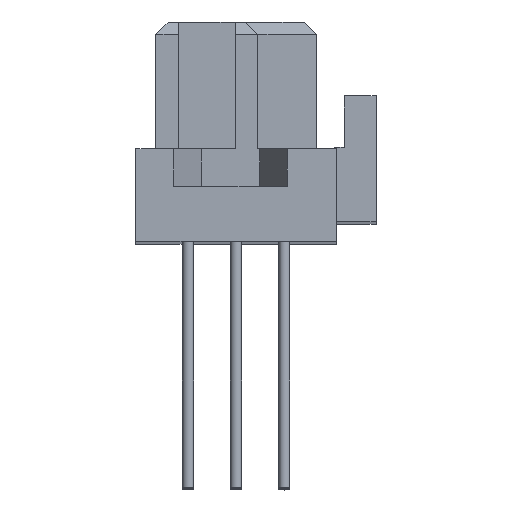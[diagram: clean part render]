
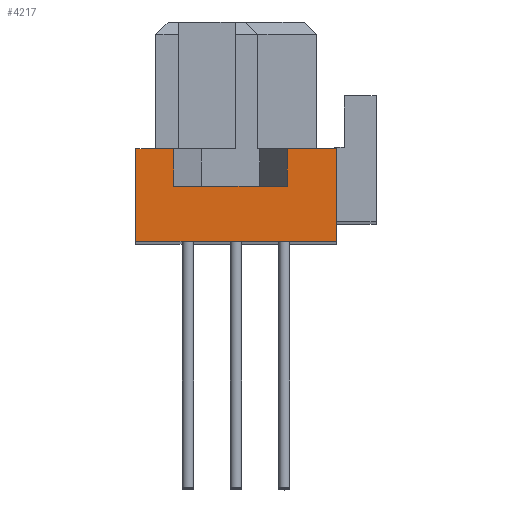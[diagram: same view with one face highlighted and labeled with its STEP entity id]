
A CAD part, top view. The second image highlights one B-rep face of the part: STEP entity #4217.
In plain terms, the highlighted planar face has unit normal (0, 0, 1).
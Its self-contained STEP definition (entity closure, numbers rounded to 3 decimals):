
#4217=ADVANCED_FACE('',(#5829),#5025,.T.);
#5025=PLANE('',#19521);
#5829=FACE_OUTER_BOUND('',#6944,.T.);
#6944=EDGE_LOOP('',(#10721,#10722,#10723,#10724,#10725,#10726,#10727,#10728));
#10721=ORIENTED_EDGE('',*,*,#14667,.T.);
#10722=ORIENTED_EDGE('',*,*,#14668,.T.);
#10723=ORIENTED_EDGE('',*,*,#14669,.F.);
#10724=ORIENTED_EDGE('',*,*,#14055,.F.);
#10725=ORIENTED_EDGE('',*,*,#14058,.F.);
#10726=ORIENTED_EDGE('',*,*,#14657,.F.);
#10727=ORIENTED_EDGE('',*,*,#14663,.F.);
#10728=ORIENTED_EDGE('',*,*,#14665,.T.);
#12205=VERTEX_POINT('',#26763);
#12206=VERTEX_POINT('',#26764);
#12207=VERTEX_POINT('',#26769);
#12607=VERTEX_POINT('',#27954);
#12609=VERTEX_POINT('',#27965);
#12610=VERTEX_POINT('',#27969);
#12611=VERTEX_POINT('',#27973);
#12612=VERTEX_POINT('',#27977);
#14055=EDGE_CURVE('',#12205,#12206,#15925,.T.);
#14058=EDGE_CURVE('',#12207,#12205,#15928,.T.);
#14657=EDGE_CURVE('',#12607,#12207,#16527,.T.);
#14663=EDGE_CURVE('',#12609,#12607,#16533,.T.);
#14665=EDGE_CURVE('',#12609,#12610,#16535,.T.);
#14667=EDGE_CURVE('',#12610,#12611,#16537,.T.);
#14668=EDGE_CURVE('',#12611,#12612,#16538,.T.);
#14669=EDGE_CURVE('',#12206,#12612,#16539,.T.);
#15925=LINE('',#26762,#17795);
#15928=LINE('',#26768,#17798);
#16527=LINE('',#27955,#18397);
#16533=LINE('',#27966,#18403);
#16535=LINE('',#27970,#18405);
#16537=LINE('',#27974,#18407);
#16538=LINE('',#27976,#18408);
#16539=LINE('',#27978,#18409);
#17795=VECTOR('',#22562,1.);
#17798=VECTOR('',#22567,1.);
#18397=VECTOR('',#23540,1.);
#18403=VECTOR('',#23552,1.);
#18405=VECTOR('',#23556,1.);
#18407=VECTOR('',#23560,1.);
#18408=VECTOR('',#23563,1.);
#18409=VECTOR('',#23564,1.);
#19521=AXIS2_PLACEMENT_3D('',#27979,#23565,#23566);
#22562=DIRECTION('',(0.,1.,0.));
#22567=DIRECTION('',(-1.,0.,0.));
#23540=DIRECTION('',(0.,-1.,0.));
#23552=DIRECTION('',(1.,0.,0.));
#23556=DIRECTION('',(0.,-1.,0.));
#23560=DIRECTION('',(-1.,0.,0.));
#23563=DIRECTION('',(0.,1.,0.));
#23564=DIRECTION('',(1.,0.,0.));
#23565=DIRECTION('',(0.,0.,1.));
#23566=DIRECTION('',(-1.,0.,0.));
#26762=CARTESIAN_POINT('',(5.913,-26.492,104.95));
#26763=CARTESIAN_POINT('',(5.913,-26.492,104.95));
#26764=CARTESIAN_POINT('',(5.913,-21.592,104.95));
#26768=CARTESIAN_POINT('',(16.513,-26.492,104.95));
#26769=CARTESIAN_POINT('',(16.513,-26.492,104.95));
#27954=CARTESIAN_POINT('',(16.513,-21.592,104.95));
#27955=CARTESIAN_POINT('',(16.513,-21.592,104.95));
#27965=CARTESIAN_POINT('',(13.913,-21.592,104.95));
#27966=CARTESIAN_POINT('',(13.913,-21.592,104.95));
#27969=CARTESIAN_POINT('',(13.913,-23.592,104.95));
#27970=CARTESIAN_POINT('',(13.913,-21.592,104.95));
#27973=CARTESIAN_POINT('',(7.913,-23.592,104.95));
#27974=CARTESIAN_POINT('',(13.913,-23.592,104.95));
#27976=CARTESIAN_POINT('',(7.913,-23.592,104.95));
#27977=CARTESIAN_POINT('',(7.913,-21.592,104.95));
#27978=CARTESIAN_POINT('',(5.913,-21.592,104.95));
#27979=CARTESIAN_POINT('',(17.043,-20.864,104.95));
